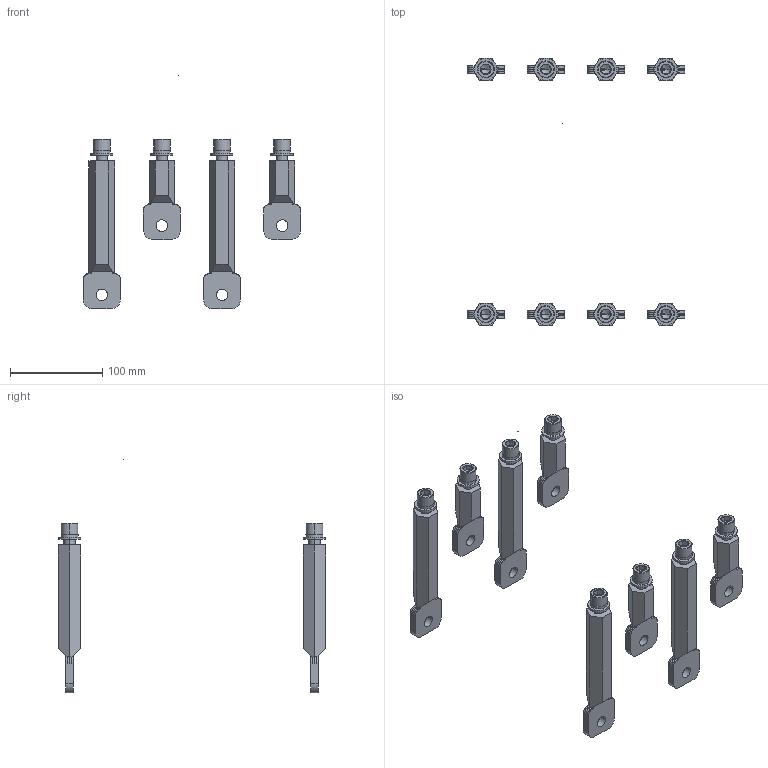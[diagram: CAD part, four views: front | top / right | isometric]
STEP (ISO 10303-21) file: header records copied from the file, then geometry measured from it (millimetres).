
FILE_DESCRIPTION((''),'2;1');
FILE_NAME('9M4-4P0001_ASM','2021-09-08T14:53:49',('zhxmin'),(''),'CREO PARAMETRIC BY PTC INC, 2018020','CREO PARAMETRIC BY PTC INC, 2018020','');
FILE_SCHEMA(('CONFIG_CONTROL_DESIGN','SHAPE_APPEARANCE_LAYERS_GROUPS'));
Length unit declared in the file: metre
Products named in the file (43): 8315M0101039_SOLID_2-554990; GBT97_1-12-707323; GBT93-12-707417; GBT70_1-M12X30_SOLID_1-707567; GBT70_1-M12X30_QUILT_1-708044; GBT97_1-12-708150; GBT97_1-12-708244; GBT97_1-12-708338; GBT97_1-12-708432; GBT97_1-12-708526; GBT97_1-12-708620; GBT97_1-12-708714; GBT93-12-708808; GBT93-12-708958; GBT93-12-709108; GBT93-12-709258; GBT93-12-709408; GBT93-12-709558; GBT93-12-709708; GBT70_1-M12X30_SOLID_1-709858; GBT70_1-M12X30_QUILT_1-710335; GBT70_1-M12X30_SOLID_1-710441; GBT70_1-M12X30_QUILT_1-710918; GBT70_1-M12X30_SOLID_1-711024; GBT70_1-M12X30_QUILT_1-711501; GBT70_1-M12X30_SOLID_1-711607; GBT70_1-M12X30_QUILT_1-712084; GBT70_1-M12X30_SOLID_1-712190; GBT70_1-M12X30_QUILT_1-712667; GBT70_1-M12X30_SOLID_1-712773; GBT70_1-M12X30_QUILT_1-713250; GBT70_1-M12X30_SOLID_1-713356; GBT70_1-M12X30_QUILT_1-713833; 9M4-UL-8580M0412107-713939; 9M4-UL-8580M0412107-714911; 9M4-UL-8580M0412107-715883; 9M4-UL-8580M0412107-716855; 9M4-UL-8580M0412108-717827; 9M4-UL-8580M0412108-718799; 9M4-UL-8580M0412108-719771 ...
Assembly tree (42 placements, depth 3):
  9M4-4P0001_ASM
    2M030_ASM
      8315M0101039_SOLID_2-554990
      GBT97_1-12-707323
      GBT93-12-707417
      GBT70_1-M12X30_SOLID_1-707567
      GBT70_1-M12X30_QUILT_1-708044
      GBT97_1-12-708150
      GBT97_1-12-708244
      GBT97_1-12-708338
      GBT97_1-12-708432
      GBT97_1-12-708526
      GBT97_1-12-708620
      GBT97_1-12-708714
      GBT93-12-708808
      GBT93-12-708958
      GBT93-12-709108
      GBT93-12-709258
      GBT93-12-709408
      GBT93-12-709558
      GBT93-12-709708
      GBT70_1-M12X30_SOLID_1-709858
      GBT70_1-M12X30_QUILT_1-710335
      GBT70_1-M12X30_SOLID_1-710441
      GBT70_1-M12X30_QUILT_1-710918
      GBT70_1-M12X30_SOLID_1-711024
      GBT70_1-M12X30_QUILT_1-711501
      GBT70_1-M12X30_SOLID_1-711607
      GBT70_1-M12X30_QUILT_1-712084
      GBT70_1-M12X30_SOLID_1-712190
      GBT70_1-M12X30_QUILT_1-712667
      GBT70_1-M12X30_SOLID_1-712773
      GBT70_1-M12X30_QUILT_1-713250
      GBT70_1-M12X30_SOLID_1-713356
      GBT70_1-M12X30_QUILT_1-713833
      9M4-UL-8580M0412107-713939
      9M4-UL-8580M0412107-714911
      9M4-UL-8580M0412107-715883
      9M4-UL-8580M0412107-716855
      9M4-UL-8580M0412108-717827
      9M4-UL-8580M0412108-718799
      9M4-UL-8580M0412108-719771
      9M4-UL-8580M0412108-720743
Bounding box: 235 x 289 x 252.81 mm (x, y, z)
Volume: 434096.3 mm3; surface area: 142587.7 mm2
Topology: 33 solids, 41 shells, 693 faces, 1561 edges, 958 vertices
Faces by surface type: plane 341, cylinder 224, cone 96, bspline 32
Entity records: 21771 total; most frequent: CARTESIAN_POINT 5234, DIRECTION 3439, ORIENTED_EDGE 3058, EDGE_CURVE 1545, AXIS2_PLACEMENT_3D 1347, VERTEX_POINT 958, EDGE_LOOP 765, VECTOR 745
